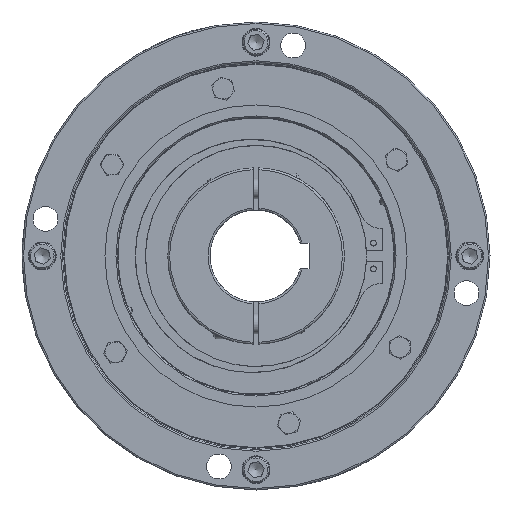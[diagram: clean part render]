
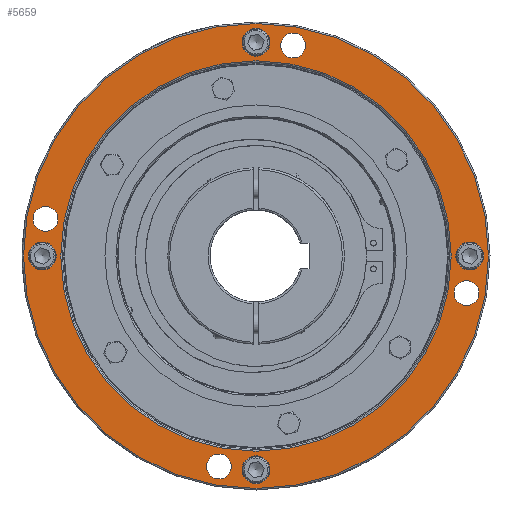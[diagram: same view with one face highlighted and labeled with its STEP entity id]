
A CAD part, left-side view. The second image highlights one B-rep face of the part: STEP entity #5659.
In plain terms, the highlighted planar face has unit normal (-1, 0, 0).
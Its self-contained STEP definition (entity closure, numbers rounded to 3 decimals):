
#212 = VERTEX_POINT ( 'NONE', #6387 ) ;
#486 = VERTEX_POINT ( 'NONE', #9039 ) ;
#500 = CARTESIAN_POINT ( 'NONE',  ( -112.226, 126.2, 0. ) ) ;
#512 = AXIS2_PLACEMENT_3D ( 'NONE', #4455, #1887, #8960 ) ;
#692 = DIRECTION ( 'NONE',  ( 0., -1., 0. ) ) ;
#737 = EDGE_LOOP ( 'NONE', ( #7739 ) ) ;
#748 = DIRECTION ( 'NONE',  ( 0., 0., -1. ) ) ;
#896 = VERTEX_POINT ( 'NONE', #500 ) ;
#915 = CIRCLE ( 'NONE', #7589, 7.544 ) ;
#977 = ORIENTED_EDGE ( 'NONE', *, *, #2314, .F. ) ;
#1090 = EDGE_CURVE ( 'NONE', #10307, #10307, #3153, .T. ) ;
#1122 = CARTESIAN_POINT ( 'NONE',  ( -112.226, -7.544, 116. ) ) ;
#1229 = CARTESIAN_POINT ( 'NONE',  ( -112.226, 20.143, -114.238 ) ) ;
#1300 = FACE_BOUND ( 'NONE', #4027, .T. ) ;
#1337 = DIRECTION ( 'NONE',  ( 0., 1., 0. ) ) ;
#1393 = CARTESIAN_POINT ( 'NONE',  ( -112.226, 116., 7.544 ) ) ;
#1452 = CARTESIAN_POINT ( 'NONE',  ( -112.226, 114.238, 20.143 ) ) ;
#1453 = EDGE_LOOP ( 'NONE', ( #3882 ) ) ;
#1561 = DIRECTION ( 'NONE',  ( 0., 1., 0. ) ) ;
#1567 = CARTESIAN_POINT ( 'NONE',  ( -112.226, 0., 116. ) ) ;
#1652 = CARTESIAN_POINT ( 'NONE',  ( -112.226, 116., 0. ) ) ;
#1732 = VERTEX_POINT ( 'NONE', #3107 ) ;
#1739 = ORIENTED_EDGE ( 'NONE', *, *, #4840, .F. ) ;
#1864 = FACE_BOUND ( 'NONE', #737, .T. ) ;
#1887 = DIRECTION ( 'NONE',  ( -1., 0., 0. ) ) ;
#1990 = FACE_BOUND ( 'NONE', #1453, .T. ) ;
#2123 = DIRECTION ( 'NONE',  ( -1., 0., 0. ) ) ;
#2181 = EDGE_LOOP ( 'NONE', ( #3005 ) ) ;
#2314 = EDGE_CURVE ( 'NONE', #212, #212, #11191, .T. ) ;
#2323 = CARTESIAN_POINT ( 'NONE',  ( -112.226, 114.238, 26.887 ) ) ;
#2374 = CIRCLE ( 'NONE', #5250, 6.744 ) ;
#2412 = DIRECTION ( 'NONE',  ( -1., 0., 0. ) ) ;
#2448 = DIRECTION ( 'NONE',  ( 0., 1., 0. ) ) ;
#2691 = EDGE_LOOP ( 'NONE', ( #8550 ) ) ;
#2998 = CARTESIAN_POINT ( 'NONE',  ( -112.226, 26.887, -114.238 ) ) ;
#3000 = AXIS2_PLACEMENT_3D ( 'NONE', #1452, #7659, #10147 ) ;
#3005 = ORIENTED_EDGE ( 'NONE', *, *, #11375, .T. ) ;
#3026 = DIRECTION ( 'NONE',  ( -1., 0., 0. ) ) ;
#3107 = CARTESIAN_POINT ( 'NONE',  ( -112.226, 7.544, -116. ) ) ;
#3127 = CARTESIAN_POINT ( 'NONE',  ( -112.226, 0., 0. ) ) ;
#3143 = CARTESIAN_POINT ( 'NONE',  ( -112.226, 0., -116. ) ) ;
#3153 = CIRCLE ( 'NONE', #5650, 105.954 ) ;
#3212 = AXIS2_PLACEMENT_3D ( 'NONE', #3143, #3026, #1337 ) ;
#3334 = DIRECTION ( 'NONE',  ( -1., 0., 0. ) ) ;
#3490 = FACE_BOUND ( 'NONE', #4990, .T. ) ;
#3494 = EDGE_LOOP ( 'NONE', ( #3709 ) ) ;
#3582 = ORIENTED_EDGE ( 'NONE', *, *, #8669, .F. ) ;
#3709 = ORIENTED_EDGE ( 'NONE', *, *, #3726, .F. ) ;
#3726 = EDGE_CURVE ( 'NONE', #486, #486, #4629, .T. ) ;
#3882 = ORIENTED_EDGE ( 'NONE', *, *, #6343, .F. ) ;
#3937 = EDGE_LOOP ( 'NONE', ( #11168 ) ) ;
#4027 = EDGE_LOOP ( 'NONE', ( #977 ) ) ;
#4230 = DIRECTION ( 'NONE',  ( 0., 1., 0. ) ) ;
#4446 = CIRCLE ( 'NONE', #3212, 7.544 ) ;
#4455 = CARTESIAN_POINT ( 'NONE',  ( -112.226, -114.238, -20.143 ) ) ;
#4629 = CIRCLE ( 'NONE', #6010, 7.544 ) ;
#4840 = EDGE_CURVE ( 'NONE', #5314, #5314, #915, .T. ) ;
#4882 = CARTESIAN_POINT ( 'NONE',  ( -112.226, 0., -127. ) ) ;
#4990 = EDGE_LOOP ( 'NONE', ( #3582 ) ) ;
#5077 = DIRECTION ( 'NONE',  ( -1., 0., 0. ) ) ;
#5169 = CARTESIAN_POINT ( 'NONE',  ( -112.226, -20.143, 114.238 ) ) ;
#5250 = AXIS2_PLACEMENT_3D ( 'NONE', #1229, #2123, #9274 ) ;
#5314 = VERTEX_POINT ( 'NONE', #1122 ) ;
#5650 = AXIS2_PLACEMENT_3D ( 'NONE', #3127, #10215, #1561 ) ;
#5659 = ADVANCED_FACE ( 'NONE', ( #8366, #10843, #1300, #7252, #1864, #11400, #10443, #6701, #3490, #1990 ), #7529, .T. ) ;
#5768 = AXIS2_PLACEMENT_3D ( 'NONE', #1652, #10542, #10265 ) ;
#6010 = AXIS2_PLACEMENT_3D ( 'NONE', #11261, #6813, #748 ) ;
#6343 = EDGE_CURVE ( 'NONE', #1732, #1732, #4446, .T. ) ;
#6362 = EDGE_CURVE ( 'NONE', #10859, #10859, #9446, .T. ) ;
#6387 = CARTESIAN_POINT ( 'NONE',  ( -112.226, -26.887, 114.238 ) ) ;
#6445 = CIRCLE ( 'NONE', #9528, 126.2 ) ;
#6460 = CARTESIAN_POINT ( 'NONE',  ( -112.226, 105.954, 0. ) ) ;
#6701 = FACE_BOUND ( 'NONE', #3494, .T. ) ;
#6813 = DIRECTION ( 'NONE',  ( -1., 0., 0. ) ) ;
#7063 = CIRCLE ( 'NONE', #512, 6.744 ) ;
#7252 = FACE_BOUND ( 'NONE', #3937, .T. ) ;
#7529 = PLANE ( 'NONE',  #10425 ) ;
#7544 = VERTEX_POINT ( 'NONE', #2998 ) ;
#7589 = AXIS2_PLACEMENT_3D ( 'NONE', #1567, #5077, #692 ) ;
#7659 = DIRECTION ( 'NONE',  ( -1., 0., 0. ) ) ;
#7698 = EDGE_LOOP ( 'NONE', ( #1739 ) ) ;
#7739 = ORIENTED_EDGE ( 'NONE', *, *, #6362, .F. ) ;
#8008 = EDGE_CURVE ( 'NONE', #7544, #7544, #2374, .T. ) ;
#8355 = EDGE_CURVE ( 'NONE', #10999, #10999, #7063, .T. ) ;
#8366 = FACE_BOUND ( 'NONE', #9381, .T. ) ;
#8476 = CARTESIAN_POINT ( 'NONE',  ( -112.226, -114.238, -26.887 ) ) ;
#8550 = ORIENTED_EDGE ( 'NONE', *, *, #8008, .F. ) ;
#8654 = CARTESIAN_POINT ( 'NONE',  ( -112.226, 0., 0. ) ) ;
#8669 = EDGE_CURVE ( 'NONE', #10446, #10446, #9551, .T. ) ;
#8708 = ORIENTED_EDGE ( 'NONE', *, *, #1090, .T. ) ;
#8886 = DIRECTION ( 'NONE',  ( -1., 0., 0. ) ) ;
#8960 = DIRECTION ( 'NONE',  ( 0., 0., -1. ) ) ;
#9039 = CARTESIAN_POINT ( 'NONE',  ( -112.226, -116., -7.544 ) ) ;
#9274 = DIRECTION ( 'NONE',  ( 0., 1., 0. ) ) ;
#9381 = EDGE_LOOP ( 'NONE', ( #8708 ) ) ;
#9446 = CIRCLE ( 'NONE', #3000, 6.744 ) ;
#9528 = AXIS2_PLACEMENT_3D ( 'NONE', #8654, #3334, #4230 ) ;
#9551 = CIRCLE ( 'NONE', #5768, 7.544 ) ;
#9696 = DIRECTION ( 'NONE',  ( 0., -1., 0. ) ) ;
#10013 = AXIS2_PLACEMENT_3D ( 'NONE', #5169, #8886, #9696 ) ;
#10147 = DIRECTION ( 'NONE',  ( 0., 0., 1. ) ) ;
#10215 = DIRECTION ( 'NONE',  ( 1., 0., 0. ) ) ;
#10265 = DIRECTION ( 'NONE',  ( 0., 0., 1. ) ) ;
#10307 = VERTEX_POINT ( 'NONE', #6460 ) ;
#10425 = AXIS2_PLACEMENT_3D ( 'NONE', #4882, #2412, #2448 ) ;
#10443 = FACE_BOUND ( 'NONE', #7698, .T. ) ;
#10446 = VERTEX_POINT ( 'NONE', #1393 ) ;
#10542 = DIRECTION ( 'NONE',  ( -1., 0., 0. ) ) ;
#10843 = FACE_OUTER_BOUND ( 'NONE', #2181, .T. ) ;
#10859 = VERTEX_POINT ( 'NONE', #2323 ) ;
#10999 = VERTEX_POINT ( 'NONE', #8476 ) ;
#11168 = ORIENTED_EDGE ( 'NONE', *, *, #8355, .F. ) ;
#11191 = CIRCLE ( 'NONE', #10013, 6.744 ) ;
#11261 = CARTESIAN_POINT ( 'NONE',  ( -112.226, -116., 0. ) ) ;
#11375 = EDGE_CURVE ( 'NONE', #896, #896, #6445, .T. ) ;
#11400 = FACE_BOUND ( 'NONE', #2691, .T. ) ;
